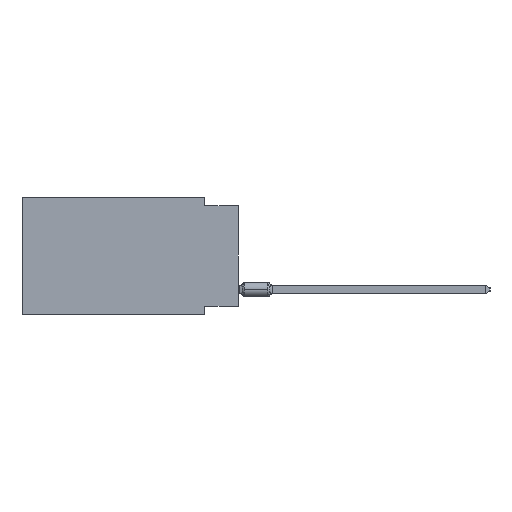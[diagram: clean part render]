
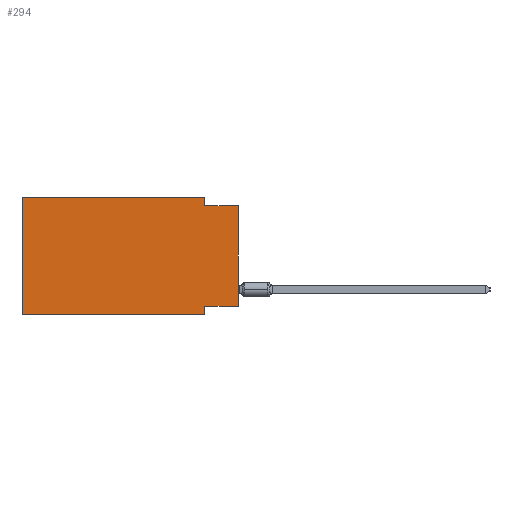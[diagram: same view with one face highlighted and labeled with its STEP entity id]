
A CAD part, left-side view. The second image highlights one B-rep face of the part: STEP entity #294.
In plain terms, the highlighted planar face has unit normal (-1, 0, 0).
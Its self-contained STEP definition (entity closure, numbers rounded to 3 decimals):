
#294 = ADVANCED_FACE ( 'NONE', ( #6884 ), #39554, .F. ) ;
#1672 = VECTOR ( 'NONE', #69753, 1000. ) ;
#1936 = CARTESIAN_POINT ( 'NONE',  ( 0., 16.383, 0. ) ) ;
#2733 = VECTOR ( 'NONE', #61675, 1000. ) ;
#5495 = VECTOR ( 'NONE', #57805, 1000. ) ;
#6884 = FACE_OUTER_BOUND ( 'NONE', #72733, .T. ) ;
#7339 = LINE ( 'NONE', #38537, #1672 ) ;
#8726 = VECTOR ( 'NONE', #56131, 1000. ) ;
#9167 = EDGE_CURVE ( 'NONE', #48138, #11382, #11141, .T. ) ;
#11141 = LINE ( 'NONE', #89417, #20946 ) ;
#11229 = CARTESIAN_POINT ( 'NONE',  ( 0., 2.54, -8.89 ) ) ;
#11382 = VERTEX_POINT ( 'NONE', #21119 ) ;
#11755 = LINE ( 'NONE', #52163, #5495 ) ;
#19328 = DIRECTION ( 'NONE',  ( 0., 0., -1. ) ) ;
#20761 = VERTEX_POINT ( 'NONE', #11229 ) ;
#20946 = VECTOR ( 'NONE', #19328, 1000. ) ;
#21119 = CARTESIAN_POINT ( 'NONE',  ( 0., 2.54, -0.635 ) ) ;
#25993 = VERTEX_POINT ( 'NONE', #1936 ) ;
#26762 = LINE ( 'NONE', #57994, #84926 ) ;
#26880 = DIRECTION ( 'NONE',  ( 0., 1., 0. ) ) ;
#29010 = ORIENTED_EDGE ( 'NONE', *, *, #57633, .T. ) ;
#29522 = DIRECTION ( 'NONE',  ( 0., 0., 1. ) ) ;
#30563 = ORIENTED_EDGE ( 'NONE', *, *, #73061, .F. ) ;
#30906 = DIRECTION ( 'NONE',  ( 0., 0., -1. ) ) ;
#31771 = VERTEX_POINT ( 'NONE', #96352 ) ;
#34955 = CARTESIAN_POINT ( 'NONE',  ( 0., 16.383, 0. ) ) ;
#38537 = CARTESIAN_POINT ( 'NONE',  ( 0., 0., -0.635 ) ) ;
#39059 = DIRECTION ( 'NONE',  ( 1., 0., 0. ) ) ;
#39427 = ORIENTED_EDGE ( 'NONE', *, *, #85432, .F. ) ;
#39554 = PLANE ( 'NONE',  #54003 ) ;
#39580 = EDGE_CURVE ( 'NONE', #11382, #80361, #7339, .T. ) ;
#41732 = CARTESIAN_POINT ( 'NONE',  ( 0., 0., -8.255 ) ) ;
#45207 = VECTOR ( 'NONE', #29522, 1000. ) ;
#45880 = ORIENTED_EDGE ( 'NONE', *, *, #9167, .F. ) ;
#48138 = VERTEX_POINT ( 'NONE', #58598 ) ;
#49264 = EDGE_CURVE ( 'NONE', #31771, #97991, #88796, .T. ) ;
#51598 = VERTEX_POINT ( 'NONE', #79093 ) ;
#52163 = CARTESIAN_POINT ( 'NONE',  ( 0., 16.383, 0. ) ) ;
#54003 = AXIS2_PLACEMENT_3D ( 'NONE', #55452, #39059, #30906 ) ;
#54094 = VECTOR ( 'NONE', #26880, 1000. ) ;
#55140 = EDGE_CURVE ( 'NONE', #31771, #80361, #76081, .T. ) ;
#55452 = CARTESIAN_POINT ( 'NONE',  ( 0., 16.383, 0. ) ) ;
#56131 = DIRECTION ( 'NONE',  ( 0., -1., 0. ) ) ;
#57633 = EDGE_CURVE ( 'NONE', #51598, #20761, #26762, .T. ) ;
#57805 = DIRECTION ( 'NONE',  ( 0., 0., 1. ) ) ;
#57994 = CARTESIAN_POINT ( 'NONE',  ( 0., 16.383, -8.89 ) ) ;
#58598 = CARTESIAN_POINT ( 'NONE',  ( 0., 2.54, 0. ) ) ;
#61675 = DIRECTION ( 'NONE',  ( 0., 0., -1. ) ) ;
#68341 = LINE ( 'NONE', #99525, #2733 ) ;
#69753 = DIRECTION ( 'NONE',  ( 0., -1., 0. ) ) ;
#71331 = ORIENTED_EDGE ( 'NONE', *, *, #93081, .F. ) ;
#72733 = EDGE_LOOP ( 'NONE', ( #96620, #98704, #45880, #71331, #30563, #29010, #39427, #87656 ) ) ;
#73061 = EDGE_CURVE ( 'NONE', #51598, #25993, #11755, .T. ) ;
#76081 = LINE ( 'NONE', #89920, #45207 ) ;
#79093 = CARTESIAN_POINT ( 'NONE',  ( 0., 16.383, -8.89 ) ) ;
#80361 = VERTEX_POINT ( 'NONE', #98311 ) ;
#84053 = DIRECTION ( 'NONE',  ( 0., -1., 0. ) ) ;
#84926 = VECTOR ( 'NONE', #84053, 1000. ) ;
#85432 = EDGE_CURVE ( 'NONE', #97991, #20761, #68341, .T. ) ;
#87656 = ORIENTED_EDGE ( 'NONE', *, *, #49264, .F. ) ;
#87823 = LINE ( 'NONE', #34955, #8726 ) ;
#88796 = LINE ( 'NONE', #41732, #54094 ) ;
#89417 = CARTESIAN_POINT ( 'NONE',  ( 0., 2.54, 0. ) ) ;
#89920 = CARTESIAN_POINT ( 'NONE',  ( 0., 0., 0. ) ) ;
#93081 = EDGE_CURVE ( 'NONE', #25993, #48138, #87823, .T. ) ;
#94271 = CARTESIAN_POINT ( 'NONE',  ( 0., 2.54, -8.255 ) ) ;
#96352 = CARTESIAN_POINT ( 'NONE',  ( 0., 0., -8.255 ) ) ;
#96620 = ORIENTED_EDGE ( 'NONE', *, *, #55140, .T. ) ;
#97991 = VERTEX_POINT ( 'NONE', #94271 ) ;
#98311 = CARTESIAN_POINT ( 'NONE',  ( 0., 0., -0.635 ) ) ;
#98704 = ORIENTED_EDGE ( 'NONE', *, *, #39580, .F. ) ;
#99525 = CARTESIAN_POINT ( 'NONE',  ( 0., 2.54, -8.89 ) ) ;
